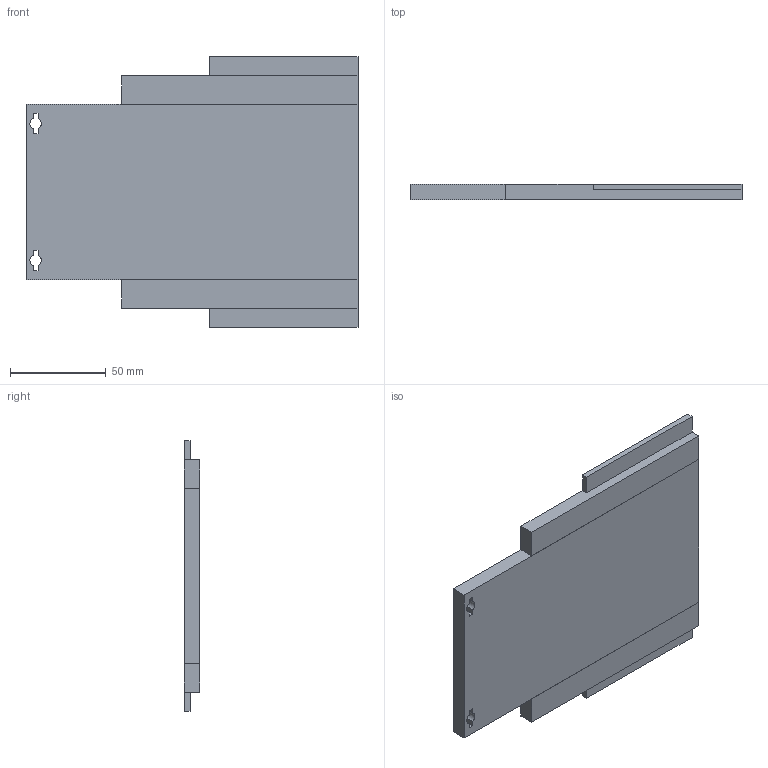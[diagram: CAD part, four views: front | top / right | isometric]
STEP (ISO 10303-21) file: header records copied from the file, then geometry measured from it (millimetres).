
FILE_DESCRIPTION(/* description */ (''),/* implementation_level */ '2;1');
FILE_NAME(/* name */ 'sensor_panel.step',/* time_stamp */ '2025-05-18T04:47:19-05:00',/* author */ (''),/* organization */ (''),/* preprocessor_version */ 'ST-DEVELOPER v20.1',/* originating_system */ 'Autodesk Translation Framework v14.4.0.0',/* authorisation */ '');
FILE_SCHEMA (('AUTOMOTIVE_DESIGN { 1 0 10303 214 3 1 1 }'));
Length unit declared in the file: millimetre
Products named in the file (2): rear_backplate_t1; Component1
Assembly tree (1 placements, depth 2):
  rear_backplate_t1
    Component1
Bounding box: 173.5 x 8 x 141.5 mm (x, y, z)
Surface area: 95201.5 mm2
Topology: 5 solids, 5 shells, 71 faces, 183 edges, 122 vertices
Faces by surface type: plane 63, cylinder 8
Entity records: 2200 total; most frequent: CARTESIAN_POINT 379, ORIENTED_EDGE 366, DIRECTION 347, EDGE_CURVE 183, LINE 167, VECTOR 167, VERTEX_POINT 122, AXIS2_PLACEMENT_3D 90
